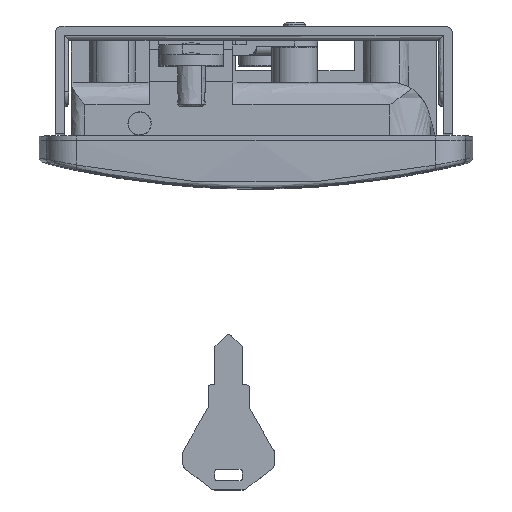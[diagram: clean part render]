
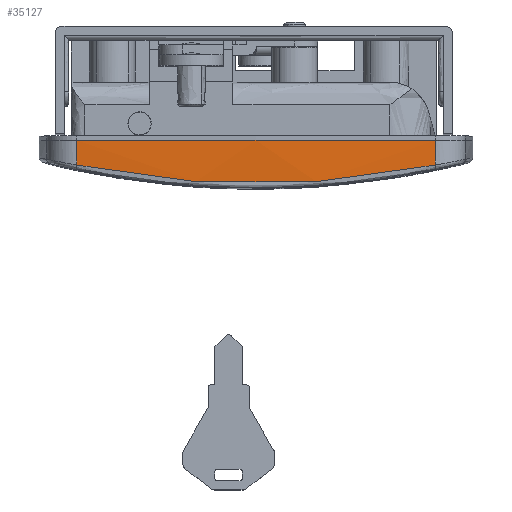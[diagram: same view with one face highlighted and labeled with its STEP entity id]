
A CAD part, top view. The second image highlights one B-rep face of the part: STEP entity #35127.
In plain terms, the highlighted free-form (B-spline) face has degree [1, 2] with [2, 3] control points.
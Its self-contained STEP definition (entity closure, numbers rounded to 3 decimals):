
#31673=CARTESIAN_POINT('',(8.27,-5.417,63.973));
#31674=VERTEX_POINT('',#31673);
#31942=CARTESIAN_POINT('',(86.73,-5.417,63.973));
#31943=VERTEX_POINT('',#31942);
#31953=CARTESIAN_POINT('',(8.27,-5.417,63.973));
#31954=CARTESIAN_POINT('',(16.72,-7.197,64.421));
#31955=CARTESIAN_POINT('',(30.407,-9.116,64.903));
#31956=CARTESIAN_POINT('',(48.531,-9.674,65.044));
#31957=CARTESIAN_POINT('',(66.23,-8.9,64.849));
#31958=CARTESIAN_POINT('',(78.682,-7.112,64.4));
#31959=CARTESIAN_POINT('',(86.73,-5.417,63.973));
#31960=B_SPLINE_CURVE_WITH_KNOTS('',3,(#31953,#31954,#31955,#31956,#31957,#31958,#31959),.UNSPECIFIED.,.F.,.U.,(4,1,1,1,4),(0.,25.942,41.383,54.354,79.061),.UNSPECIFIED.);
#31961=EDGE_CURVE('',#31674,#31943,#31960,.T.);
#34816=CARTESIAN_POINT('',(86.73,0.,63.973));
#34817=VERTEX_POINT('',#34816);
#34902=CARTESIAN_POINT('',(8.27,0.,63.973));
#34903=VERTEX_POINT('',#34902);
#34915=CARTESIAN_POINT('',(86.73,0.,63.973));
#34916=CARTESIAN_POINT('',(47.5,0.,66.028));
#34917=CARTESIAN_POINT('',(8.27,0.,63.973));
#34925=(BOUNDED_CURVE()B_SPLINE_CURVE(2,(#34915,#34916,#34917),.UNSPECIFIED.,.F.,.U.)CURVE()GEOMETRIC_REPRESENTATION_ITEM()QUASI_UNIFORM_CURVE()RATIONAL_B_SPLINE_CURVE((1.0,0.999,1.0))REPRESENTATION_ITEM(''));
#34926=EDGE_CURVE('',#34817,#34903,#34925,.T.);
#35094=CARTESIAN_POINT('',(8.27,0.,63.973));
#35095=CARTESIAN_POINT('',(8.27,-5.417,63.973));
#35096=QUASI_UNIFORM_CURVE('',1,(#35094,#35095),.UNSPECIFIED.,.F.,.U.);
#35097=EDGE_CURVE('',#34903,#31674,#35096,.T.);
#35103=CARTESIAN_POINT('',(4.36,0.238,63.758));
#35104=CARTESIAN_POINT('',(4.36,-9.743,63.758));
#35105=CARTESIAN_POINT('',(47.503,0.238,66.244));
#35106=CARTESIAN_POINT('',(47.503,-9.743,66.244));
#35107=CARTESIAN_POINT('',(90.646,0.238,63.758));
#35108=CARTESIAN_POINT('',(90.646,-9.743,63.758));
#35116=(BOUNDED_SURFACE()B_SPLINE_SURFACE(1,2,((#35103,#35105,#35107),(#35104,#35106,#35108)),.UNSPECIFIED.,.F.,.F.,.U.)B_SPLINE_SURFACE_WITH_KNOTS((2,2),(3,3),(0.0,9.981),(15.799,102.17),.UNSPECIFIED.)GEOMETRIC_REPRESENTATION_ITEM()RATIONAL_B_SPLINE_SURFACE(((0.999,0.997,0.998),(0.999,0.997,0.998)))REPRESENTATION_ITEM('')SURFACE());
#35117=ORIENTED_EDGE('',*,*,#35097,.T.);
#35118=ORIENTED_EDGE('',*,*,#31961,.T.);
#35119=CARTESIAN_POINT('',(86.73,0.,63.973));
#35120=CARTESIAN_POINT('',(86.73,-5.417,63.973));
#35121=QUASI_UNIFORM_CURVE('',1,(#35119,#35120),.UNSPECIFIED.,.F.,.U.);
#35122=EDGE_CURVE('',#34817,#31943,#35121,.T.);
#35123=ORIENTED_EDGE('',*,*,#35122,.F.);
#35124=ORIENTED_EDGE('',*,*,#34926,.T.);
#35125=EDGE_LOOP('',(#35117,#35118,#35123,#35124));
#35126=FACE_OUTER_BOUND('',#35125,.T.);
#35127=ADVANCED_FACE('',(#35126),#35116,.T.);
